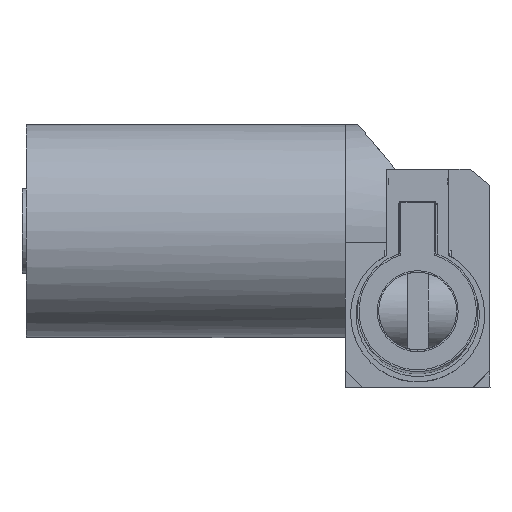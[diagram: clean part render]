
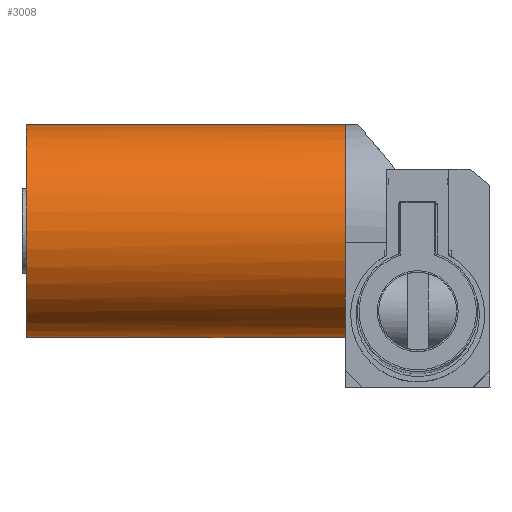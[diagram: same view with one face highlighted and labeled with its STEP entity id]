
A CAD part, top view. The second image highlights one B-rep face of the part: STEP entity #3008.
In plain terms, the highlighted cylindrical face has radius 31.879 mm (diameter 63.757 mm), a full revolution.
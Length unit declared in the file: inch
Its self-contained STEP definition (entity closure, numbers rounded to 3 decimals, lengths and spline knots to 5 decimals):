
#102=CYLINDRICAL_SURFACE('',#3274,1.25506);
#189=CIRCLE('',#3275,1.25506);
#190=CIRCLE('',#3276,1.25506);
#191=CIRCLE('',#3277,1.25506);
#192=CIRCLE('',#3278,1.25506);
#193=CIRCLE('',#3279,1.25506);
#325=FACE_OUTER_BOUND('',#514,.T.);
#514=EDGE_LOOP('',(#2363,#2364,#2365,#2366,#2367,#2368,#2369,#2370,#2371));
#767=LINE('',#4967,#1063);
#768=LINE('',#4971,#1064);
#769=LINE('',#4975,#1065);
#1063=VECTOR('',#3907,1.25506);
#1064=VECTOR('',#3910,0.0025);
#1065=VECTOR('',#3913,0.0025);
#1365=VERTEX_POINT('',#4964);
#1366=VERTEX_POINT('',#4966);
#1367=VERTEX_POINT('',#4968);
#1368=VERTEX_POINT('',#4970);
#1369=VERTEX_POINT('',#4972);
#1370=VERTEX_POINT('',#4974);
#1371=VERTEX_POINT('',#4976);
#1726=EDGE_CURVE('',#1365,#1365,#189,.T.);
#1727=EDGE_CURVE('',#1365,#1366,#767,.T.);
#1728=EDGE_CURVE('',#1367,#1366,#190,.T.);
#1729=EDGE_CURVE('',#1368,#1367,#768,.T.);
#1730=EDGE_CURVE('',#1369,#1368,#191,.T.);
#1731=EDGE_CURVE('',#1370,#1369,#769,.T.);
#1732=EDGE_CURVE('',#1371,#1370,#192,.T.);
#1733=EDGE_CURVE('',#1366,#1371,#193,.T.);
#2363=ORIENTED_EDGE('',*,*,#1726,.F.);
#2364=ORIENTED_EDGE('',*,*,#1727,.T.);
#2365=ORIENTED_EDGE('',*,*,#1728,.F.);
#2366=ORIENTED_EDGE('',*,*,#1729,.F.);
#2367=ORIENTED_EDGE('',*,*,#1730,.F.);
#2368=ORIENTED_EDGE('',*,*,#1731,.F.);
#2369=ORIENTED_EDGE('',*,*,#1732,.F.);
#2370=ORIENTED_EDGE('',*,*,#1733,.F.);
#2371=ORIENTED_EDGE('',*,*,#1727,.F.);
#3008=ADVANCED_FACE('',(#325),#102,.T.);
#3274=AXIS2_PLACEMENT_3D('',#4963,#3903,#3904);
#3275=AXIS2_PLACEMENT_3D('',#4965,#3905,#3906);
#3276=AXIS2_PLACEMENT_3D('',#4969,#3908,#3909);
#3277=AXIS2_PLACEMENT_3D('',#4973,#3911,#3912);
#3278=AXIS2_PLACEMENT_3D('',#4977,#3914,#3915);
#3279=AXIS2_PLACEMENT_3D('',#4978,#3916,#3917);
#3903=DIRECTION('center_axis',(-1.,0.,0.));
#3904=DIRECTION('ref_axis',(0.,0.,-1.));
#3905=DIRECTION('center_axis',(-1.,0.,0.));
#3906=DIRECTION('ref_axis',(0.,0.,-1.));
#3907=DIRECTION('',(1.,0.,0.));
#3908=DIRECTION('center_axis',(1.,0.,0.));
#3909=DIRECTION('ref_axis',(0.,0.,-1.));
#3910=DIRECTION('',(1.,0.,0.));
#3911=DIRECTION('center_axis',(1.,0.,0.));
#3912=DIRECTION('ref_axis',(0.,0.,-1.));
#3913=DIRECTION('',(-1.,0.,0.));
#3914=DIRECTION('center_axis',(1.,0.,0.));
#3915=DIRECTION('ref_axis',(0.,0.,-1.));
#3916=DIRECTION('center_axis',(1.,0.,0.));
#3917=DIRECTION('ref_axis',(0.,0.,-1.));
#4963=CARTESIAN_POINT('Origin',(-0.85,0.99055,-1.3252));
#4964=CARTESIAN_POINT('',(-4.6,0.99055,-0.07013));
#4965=CARTESIAN_POINT('Origin',(-4.6,0.99055,-1.3252));
#4966=CARTESIAN_POINT('',(-0.85,0.99055,-0.07013));
#4967=CARTESIAN_POINT('',(-0.85,0.99055,-0.07013));
#4968=CARTESIAN_POINT('',(-0.85,1.51736,-2.46435));
#4969=CARTESIAN_POINT('Origin',(-0.85,0.99055,-1.3252));
#4970=CARTESIAN_POINT('',(-0.8525,1.51736,-2.46435));
#4971=CARTESIAN_POINT('',(-0.85,1.51736,-2.46435));
#4972=CARTESIAN_POINT('',(-0.8525,0.85,-2.57237));
#4973=CARTESIAN_POINT('Origin',(-0.8525,0.99055,-1.3252));
#4974=CARTESIAN_POINT('',(-0.85,0.85,-2.57237));
#4975=CARTESIAN_POINT('',(-0.85,0.85,-2.57237));
#4976=CARTESIAN_POINT('',(-0.85,0.85,-0.07803));
#4977=CARTESIAN_POINT('Origin',(-0.85,0.99055,-1.3252));
#4978=CARTESIAN_POINT('Origin',(-0.85,0.99055,-1.3252));
